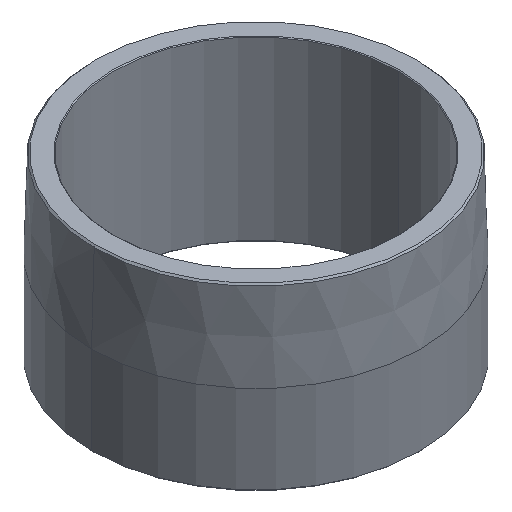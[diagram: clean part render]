
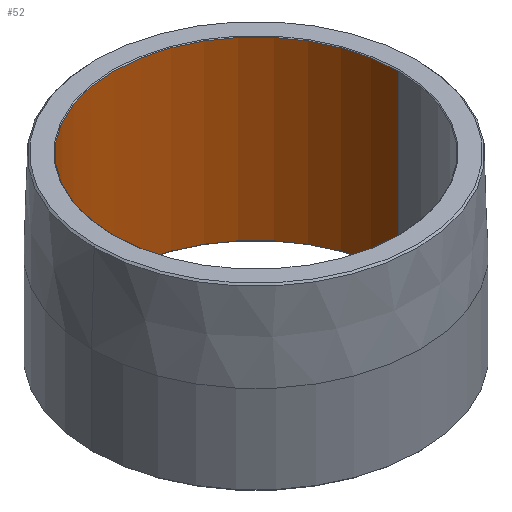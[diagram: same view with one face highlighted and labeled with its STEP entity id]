
A CAD part, isometric view. The second image highlights one B-rep face of the part: STEP entity #52.
In plain terms, the highlighted cylindrical face has radius 61.087 mm (diameter 122.174 mm), a partial arc.
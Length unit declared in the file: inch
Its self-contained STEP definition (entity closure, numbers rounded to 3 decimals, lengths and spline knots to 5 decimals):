
#3 = FACE_OUTER_BOUND ( 'NONE', #111, .T. ) ;
#12 = LINE ( 'NONE', #198, #295 ) ;
#15 = CARTESIAN_POINT ( 'NONE',  ( 0., 0., 2.9875 ) ) ;
#16 = ORIENTED_EDGE ( 'NONE', *, *, #23, .F. ) ;
#23 = EDGE_CURVE ( 'NONE', #448, #223, #33, .T. ) ;
#33 = LINE ( 'NONE', #350, #421 ) ;
#52 = ADVANCED_FACE ( 'NONE', ( #3 ), #312, .F. ) ;
#65 = ORIENTED_EDGE ( 'NONE', *, *, #228, .T. ) ;
#85 = CARTESIAN_POINT ( 'NONE',  ( -2.405, 0., 0.0125 ) ) ;
#91 = EDGE_CURVE ( 'NONE', #367, #323, #12, .T. ) ;
#111 = EDGE_LOOP ( 'NONE', ( #16, #408, #135, #65 ) ) ;
#121 = DIRECTION ( 'NONE',  ( 0., 0., -1. ) ) ;
#134 = DIRECTION ( 'NONE',  ( 0., 0., 1. ) ) ;
#135 = ORIENTED_EDGE ( 'NONE', *, *, #91, .T. ) ;
#152 = DIRECTION ( 'NONE',  ( 0., 0., -1. ) ) ;
#170 = DIRECTION ( 'NONE',  ( 1., 0., 0. ) ) ;
#187 = CARTESIAN_POINT ( 'NONE',  ( 2.405, 0., 2.9875 ) ) ;
#198 = CARTESIAN_POINT ( 'NONE',  ( -2.405, 0., 3. ) ) ;
#199 = CARTESIAN_POINT ( 'NONE',  ( 2.405, 0., 0.0125 ) ) ;
#213 = CARTESIAN_POINT ( 'NONE',  ( -2.405, 0., 2.9875 ) ) ;
#223 = VERTEX_POINT ( 'NONE', #199 ) ;
#228 = EDGE_CURVE ( 'NONE', #323, #223, #426, .T. ) ;
#245 = DIRECTION ( 'NONE',  ( 0., 0., -1. ) ) ;
#295 = VECTOR ( 'NONE', #245, 39.37008 ) ;
#301 = DIRECTION ( 'NONE',  ( 1., 0., 0. ) ) ;
#312 = CYLINDRICAL_SURFACE ( 'NONE', #336, 2.405 ) ;
#323 = VERTEX_POINT ( 'NONE', #85 ) ;
#336 = AXIS2_PLACEMENT_3D ( 'NONE', #359, #121, #390 ) ;
#337 = AXIS2_PLACEMENT_3D ( 'NONE', #340, #152, #301 ) ;
#340 = CARTESIAN_POINT ( 'NONE',  ( 0., 0., 0.0125 ) ) ;
#350 = CARTESIAN_POINT ( 'NONE',  ( 2.405, 0., 3. ) ) ;
#355 = DIRECTION ( 'NONE',  ( 0., 0., -1. ) ) ;
#359 = CARTESIAN_POINT ( 'NONE',  ( 0., 0., 3. ) ) ;
#367 = VERTEX_POINT ( 'NONE', #213 ) ;
#375 = CIRCLE ( 'NONE', #482, 2.405 ) ;
#376 = EDGE_CURVE ( 'NONE', #448, #367, #375, .T. ) ;
#390 = DIRECTION ( 'NONE',  ( -1., 0., 0. ) ) ;
#408 = ORIENTED_EDGE ( 'NONE', *, *, #376, .T. ) ;
#421 = VECTOR ( 'NONE', #355, 39.37008 ) ;
#426 = CIRCLE ( 'NONE', #337, 2.405 ) ;
#448 = VERTEX_POINT ( 'NONE', #187 ) ;
#482 = AXIS2_PLACEMENT_3D ( 'NONE', #15, #134, #170 ) ;
